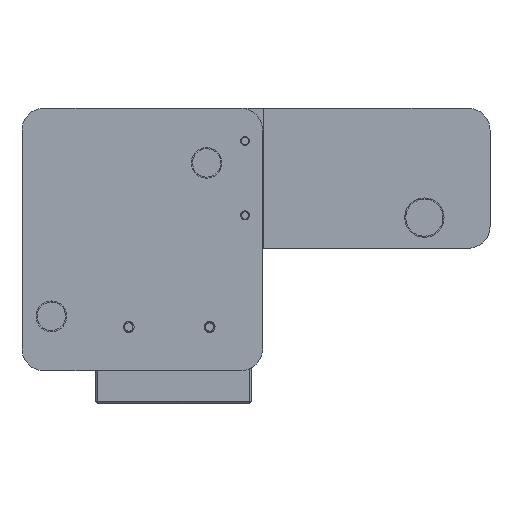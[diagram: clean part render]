
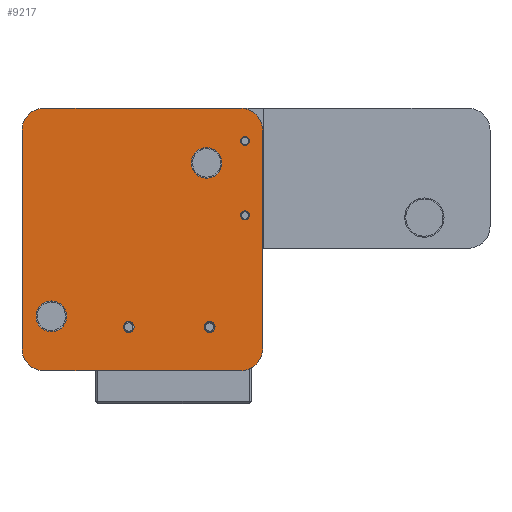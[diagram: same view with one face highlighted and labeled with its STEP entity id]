
A CAD part, top view. The second image highlights one B-rep face of the part: STEP entity #9217.
In plain terms, the highlighted planar face has unit normal (0, 0, 1).
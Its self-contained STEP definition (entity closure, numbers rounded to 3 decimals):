
#8933=AXIS2_PLACEMENT_3D('Circle Axis2P3D',#8931,#8932,$) ;
#9042=AXIS2_PLACEMENT_3D('Circle Axis2P3D',#9040,#9041,$) ;
#9055=AXIS2_PLACEMENT_3D('Plane Axis2P3D',#9052,#9053,#9054) ;
#9068=AXIS2_PLACEMENT_3D('Circle Axis2P3D',#9066,#9067,$) ;
#9082=AXIS2_PLACEMENT_3D('Circle Axis2P3D',#9080,#9081,$) ;
#9096=AXIS2_PLACEMENT_3D('Circle Axis2P3D',#9094,#9095,$) ;
#9110=AXIS2_PLACEMENT_3D('Circle Axis2P3D',#9108,#9109,$) ;
#9129=AXIS2_PLACEMENT_3D('Circle Axis2P3D',#9127,#9128,$) ;
#9138=AXIS2_PLACEMENT_3D('Circle Axis2P3D',#9136,#9137,$) ;
#9147=AXIS2_PLACEMENT_3D('Circle Axis2P3D',#9145,#9146,$) ;
#9156=AXIS2_PLACEMENT_3D('Circle Axis2P3D',#9154,#9155,$) ;
#9165=AXIS2_PLACEMENT_3D('Circle Axis2P3D',#9163,#9164,$) ;
#9174=AXIS2_PLACEMENT_3D('Circle Axis2P3D',#9172,#9173,$) ;
#9183=AXIS2_PLACEMENT_3D('Circle Axis2P3D',#9181,#9182,$) ;
#9192=AXIS2_PLACEMENT_3D('Circle Axis2P3D',#9190,#9191,$) ;
#9201=AXIS2_PLACEMENT_3D('Circle Axis2P3D',#9199,#9200,$) ;
#9210=AXIS2_PLACEMENT_3D('Circle Axis2P3D',#9208,#9209,$) ;
#8926=CARTESIAN_POINT('Vertex',(119.933,-19.,48.4)) ;
#8931=CARTESIAN_POINT('Axis2P3D Location',(122.,-19.,48.4)) ;
#8935=CARTESIAN_POINT('Vertex',(124.067,-19.,48.4)) ;
#9040=CARTESIAN_POINT('Axis2P3D Location',(122.,-19.,48.4)) ;
#9052=CARTESIAN_POINT('Axis2P3D Location',(0.,0.,48.4)) ;
#9057=CARTESIAN_POINT('Line Origine',(20.,-30.,48.4)) ;
#9061=CARTESIAN_POINT('Vertex',(20.,20.,48.4)) ;
#9063=CARTESIAN_POINT('Vertex',(20.,-80.,48.4)) ;
#9066=CARTESIAN_POINT('Axis2P3D Location',(30.,-80.,48.4)) ;
#9070=CARTESIAN_POINT('Vertex',(30.,-90.,48.4)) ;
#9073=CARTESIAN_POINT('Line Origine',(75.,-90.,48.4)) ;
#9077=CARTESIAN_POINT('Vertex',(120.,-90.,48.4)) ;
#9080=CARTESIAN_POINT('Axis2P3D Location',(120.,-80.,48.4)) ;
#9084=CARTESIAN_POINT('Vertex',(130.,-80.,48.4)) ;
#9087=CARTESIAN_POINT('Line Origine',(130.,-30.,48.4)) ;
#9091=CARTESIAN_POINT('Vertex',(130.,20.,48.4)) ;
#9094=CARTESIAN_POINT('Axis2P3D Location',(120.,20.,48.4)) ;
#9098=CARTESIAN_POINT('Vertex',(120.,30.,48.4)) ;
#9101=CARTESIAN_POINT('Line Origine',(75.,30.,48.4)) ;
#9105=CARTESIAN_POINT('Vertex',(30.,30.,48.4)) ;
#9108=CARTESIAN_POINT('Axis2P3D Location',(30.,20.,48.4)) ;
#9127=CARTESIAN_POINT('Axis2P3D Location',(122.,15.,48.4)) ;
#9131=CARTESIAN_POINT('Vertex',(124.067,15.,48.4)) ;
#9133=CARTESIAN_POINT('Vertex',(119.933,15.,48.4)) ;
#9136=CARTESIAN_POINT('Axis2P3D Location',(122.,15.,48.4)) ;
#9145=CARTESIAN_POINT('Axis2P3D Location',(68.85,-70.,48.4)) ;
#9149=CARTESIAN_POINT('Vertex',(71.309,-70.,48.4)) ;
#9151=CARTESIAN_POINT('Vertex',(66.392,-70.,48.4)) ;
#9154=CARTESIAN_POINT('Axis2P3D Location',(68.85,-70.,48.4)) ;
#9163=CARTESIAN_POINT('Axis2P3D Location',(105.8,-70.,48.4)) ;
#9167=CARTESIAN_POINT('Vertex',(108.259,-70.,48.4)) ;
#9169=CARTESIAN_POINT('Vertex',(103.342,-70.,48.4)) ;
#9172=CARTESIAN_POINT('Axis2P3D Location',(105.8,-70.,48.4)) ;
#9181=CARTESIAN_POINT('Axis2P3D Location',(33.421,-65.12,48.4)) ;
#9185=CARTESIAN_POINT('Vertex',(26.421,-65.12,48.4)) ;
#9187=CARTESIAN_POINT('Vertex',(40.421,-65.12,48.4)) ;
#9190=CARTESIAN_POINT('Axis2P3D Location',(33.421,-65.12,48.4)) ;
#9199=CARTESIAN_POINT('Axis2P3D Location',(104.409,5.026,48.4)) ;
#9203=CARTESIAN_POINT('Vertex',(97.409,5.026,48.4)) ;
#9205=CARTESIAN_POINT('Vertex',(111.409,5.026,48.4)) ;
#9208=CARTESIAN_POINT('Axis2P3D Location',(104.409,5.026,48.4)) ;
#8932=DIRECTION('Axis2P3D Direction',(0.,-0.,1.)) ;
#9041=DIRECTION('Axis2P3D Direction',(0.,-0.,1.)) ;
#9053=DIRECTION('Axis2P3D Direction',(0.,0.,1.)) ;
#9054=DIRECTION('Axis2P3D XDirection',(1.,0.,0.)) ;
#9058=DIRECTION('Vector Direction',(0.,-1.,0.)) ;
#9067=DIRECTION('Axis2P3D Direction',(0.,0.,1.)) ;
#9074=DIRECTION('Vector Direction',(-1.,0.,0.)) ;
#9081=DIRECTION('Axis2P3D Direction',(0.,0.,1.)) ;
#9088=DIRECTION('Vector Direction',(0.,1.,0.)) ;
#9095=DIRECTION('Axis2P3D Direction',(0.,0.,1.)) ;
#9102=DIRECTION('Vector Direction',(1.,0.,0.)) ;
#9109=DIRECTION('Axis2P3D Direction',(0.,0.,1.)) ;
#9128=DIRECTION('Axis2P3D Direction',(0.,0.,1.)) ;
#9137=DIRECTION('Axis2P3D Direction',(0.,0.,1.)) ;
#9146=DIRECTION('Axis2P3D Direction',(0.,0.,1.)) ;
#9155=DIRECTION('Axis2P3D Direction',(0.,0.,1.)) ;
#9164=DIRECTION('Axis2P3D Direction',(0.,0.,1.)) ;
#9173=DIRECTION('Axis2P3D Direction',(0.,0.,1.)) ;
#9182=DIRECTION('Axis2P3D Direction',(0.,0.,1.)) ;
#9191=DIRECTION('Axis2P3D Direction',(0.,0.,1.)) ;
#9200=DIRECTION('Axis2P3D Direction',(0.,0.,1.)) ;
#9209=DIRECTION('Axis2P3D Direction',(0.,0.,1.)) ;
#9059=VECTOR('Line Direction',#9058,1.) ;
#9075=VECTOR('Line Direction',#9074,1.) ;
#9089=VECTOR('Line Direction',#9088,1.) ;
#9103=VECTOR('Line Direction',#9102,1.) ;
#9114=ORIENTED_EDGE('',*,*,#9065,.T.) ;
#9115=ORIENTED_EDGE('',*,*,#9072,.F.) ;
#9116=ORIENTED_EDGE('',*,*,#9079,.T.) ;
#9117=ORIENTED_EDGE('',*,*,#9086,.T.) ;
#9118=ORIENTED_EDGE('',*,*,#9093,.T.) ;
#9119=ORIENTED_EDGE('',*,*,#9100,.T.) ;
#9120=ORIENTED_EDGE('',*,*,#9107,.T.) ;
#9121=ORIENTED_EDGE('',*,*,#9112,.F.) ;
#9124=ORIENTED_EDGE('',*,*,#9044,.F.) ;
#9125=ORIENTED_EDGE('',*,*,#8937,.F.) ;
#9142=ORIENTED_EDGE('',*,*,#9135,.F.) ;
#9143=ORIENTED_EDGE('',*,*,#9140,.F.) ;
#9160=ORIENTED_EDGE('',*,*,#9153,.F.) ;
#9161=ORIENTED_EDGE('',*,*,#9158,.F.) ;
#9178=ORIENTED_EDGE('',*,*,#9171,.F.) ;
#9179=ORIENTED_EDGE('',*,*,#9176,.F.) ;
#9196=ORIENTED_EDGE('',*,*,#9189,.F.) ;
#9197=ORIENTED_EDGE('',*,*,#9194,.F.) ;
#9214=ORIENTED_EDGE('',*,*,#9207,.F.) ;
#9215=ORIENTED_EDGE('',*,*,#9212,.F.) ;
#9126=FACE_BOUND('',#9123,.T.) ;
#9144=FACE_BOUND('',#9141,.T.) ;
#9162=FACE_BOUND('',#9159,.T.) ;
#9180=FACE_BOUND('',#9177,.T.) ;
#9198=FACE_BOUND('',#9195,.T.) ;
#9216=FACE_BOUND('',#9213,.T.) ;
#9217=ADVANCED_FACE('PartBody',(#9122,#9126,#9144,#9162,#9180,#9198,#9216),#9056,.T.) ;
#8934=CIRCLE('generated circle',#8933,2.067) ;
#9043=CIRCLE('generated circle',#9042,2.067) ;
#9069=CIRCLE('generated circle',#9068,10.) ;
#9083=CIRCLE('generated circle',#9082,10.) ;
#9097=CIRCLE('generated circle',#9096,10.) ;
#9111=CIRCLE('generated circle',#9110,10.) ;
#9130=CIRCLE('generated circle',#9129,2.067) ;
#9139=CIRCLE('generated circle',#9138,2.067) ;
#9148=CIRCLE('generated circle',#9147,2.459) ;
#9157=CIRCLE('generated circle',#9156,2.459) ;
#9166=CIRCLE('generated circle',#9165,2.459) ;
#9175=CIRCLE('generated circle',#9174,2.459) ;
#9184=CIRCLE('generated circle',#9183,7.) ;
#9193=CIRCLE('generated circle',#9192,7.) ;
#9202=CIRCLE('generated circle',#9201,7.) ;
#9211=CIRCLE('generated circle',#9210,7.) ;
#8937=EDGE_CURVE('',#8927,#8936,#8934,.T.) ;
#9044=EDGE_CURVE('',#8936,#8927,#9043,.T.) ;
#9065=EDGE_CURVE('',#9062,#9064,#9060,.T.) ;
#9072=EDGE_CURVE('',#9071,#9064,#9069,.F.) ;
#9079=EDGE_CURVE('',#9071,#9078,#9076,.F.) ;
#9086=EDGE_CURVE('',#9078,#9085,#9083,.T.) ;
#9093=EDGE_CURVE('',#9085,#9092,#9090,.T.) ;
#9100=EDGE_CURVE('',#9092,#9099,#9097,.T.) ;
#9107=EDGE_CURVE('',#9099,#9106,#9104,.F.) ;
#9112=EDGE_CURVE('',#9062,#9106,#9111,.F.) ;
#9135=EDGE_CURVE('',#9132,#9134,#9130,.T.) ;
#9140=EDGE_CURVE('',#9134,#9132,#9139,.T.) ;
#9153=EDGE_CURVE('',#9150,#9152,#9148,.T.) ;
#9158=EDGE_CURVE('',#9152,#9150,#9157,.T.) ;
#9171=EDGE_CURVE('',#9168,#9170,#9166,.T.) ;
#9176=EDGE_CURVE('',#9170,#9168,#9175,.T.) ;
#9189=EDGE_CURVE('',#9186,#9188,#9184,.T.) ;
#9194=EDGE_CURVE('',#9188,#9186,#9193,.T.) ;
#9207=EDGE_CURVE('',#9204,#9206,#9202,.T.) ;
#9212=EDGE_CURVE('',#9206,#9204,#9211,.T.) ;
#9113=EDGE_LOOP('',(#9114,#9115,#9116,#9117,#9118,#9119,#9120,#9121)) ;
#9123=EDGE_LOOP('',(#9124,#9125)) ;
#9141=EDGE_LOOP('',(#9142,#9143)) ;
#9159=EDGE_LOOP('',(#9160,#9161)) ;
#9177=EDGE_LOOP('',(#9178,#9179)) ;
#9195=EDGE_LOOP('',(#9196,#9197)) ;
#9213=EDGE_LOOP('',(#9214,#9215)) ;
#9122=FACE_OUTER_BOUND('',#9113,.T.) ;
#9060=LINE('Line',#9057,#9059) ;
#9076=LINE('Line',#9073,#9075) ;
#9090=LINE('Line',#9087,#9089) ;
#9104=LINE('Line',#9101,#9103) ;
#9056=PLANE('',#9055) ;
#8927=VERTEX_POINT('',#8926) ;
#8936=VERTEX_POINT('',#8935) ;
#9062=VERTEX_POINT('',#9061) ;
#9064=VERTEX_POINT('',#9063) ;
#9071=VERTEX_POINT('',#9070) ;
#9078=VERTEX_POINT('',#9077) ;
#9085=VERTEX_POINT('',#9084) ;
#9092=VERTEX_POINT('',#9091) ;
#9099=VERTEX_POINT('',#9098) ;
#9106=VERTEX_POINT('',#9105) ;
#9132=VERTEX_POINT('',#9131) ;
#9134=VERTEX_POINT('',#9133) ;
#9150=VERTEX_POINT('',#9149) ;
#9152=VERTEX_POINT('',#9151) ;
#9168=VERTEX_POINT('',#9167) ;
#9170=VERTEX_POINT('',#9169) ;
#9186=VERTEX_POINT('',#9185) ;
#9188=VERTEX_POINT('',#9187) ;
#9204=VERTEX_POINT('',#9203) ;
#9206=VERTEX_POINT('',#9205) ;
